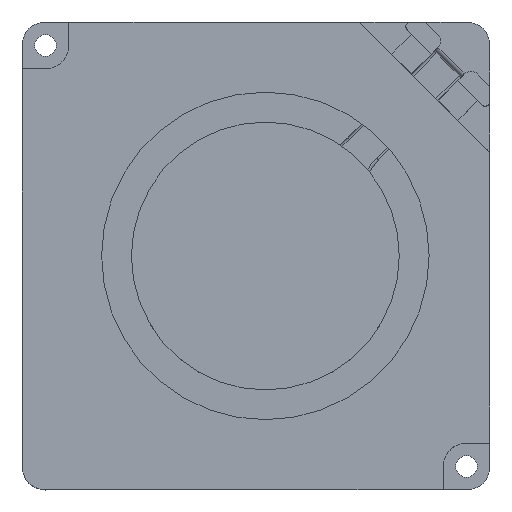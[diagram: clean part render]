
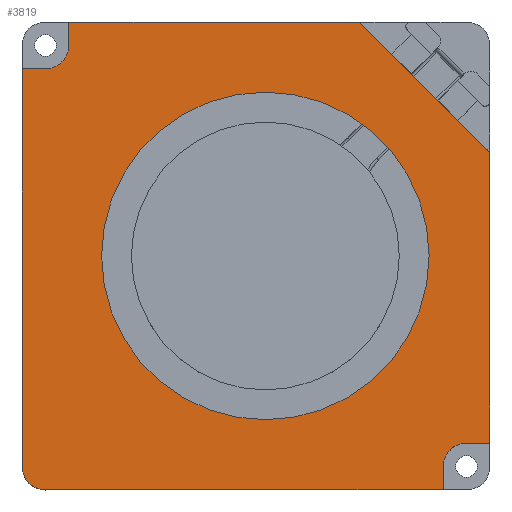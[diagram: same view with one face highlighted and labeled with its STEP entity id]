
A CAD part, top view. The second image highlights one B-rep face of the part: STEP entity #3819.
In plain terms, the highlighted planar face has unit normal (0, 0, 1).
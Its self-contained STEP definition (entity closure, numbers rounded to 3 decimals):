
#44 = CARTESIAN_POINT ( 'NONE',  ( -21., 25., 9. ) ) ;
#89 = VERTEX_POINT ( 'NONE', #2535 ) ;
#111 = DIRECTION ( 'NONE',  ( -0.707, 0.707, 0. ) ) ;
#154 = LINE ( 'NONE', #4577, #4828 ) ;
#358 = CARTESIAN_POINT ( 'NONE',  ( -23.5, -25., 9. ) ) ;
#408 = AXIS2_PLACEMENT_3D ( 'NONE', #2181, #4979, #3031 ) ;
#448 = EDGE_CURVE ( 'NONE', #89, #2881, #2087, .T. ) ;
#469 = ORIENTED_EDGE ( 'NONE', *, *, #448, .T. ) ;
#607 = VERTEX_POINT ( 'NONE', #4309 ) ;
#717 = CIRCLE ( 'NONE', #2761, 2.5 ) ;
#775 = ORIENTED_EDGE ( 'NONE', *, *, #1858, .T. ) ;
#799 = DIRECTION ( 'NONE',  ( 0., 0., -1. ) ) ;
#806 = CIRCLE ( 'NONE', #1543, 2.5 ) ;
#888 = LINE ( 'NONE', #4974, #5017 ) ;
#995 = LINE ( 'NONE', #1611, #3988 ) ;
#1003 = DIRECTION ( 'NONE',  ( 0., -1., 0. ) ) ;
#1004 = EDGE_LOOP ( 'NONE', ( #4149, #4633, #1922, #3236, #2819, #4793, #3934, #2317, #775, #2663, #4725, #5107 ) ) ;
#1061 = EDGE_CURVE ( 'NONE', #2924, #4282, #2472, .T. ) ;
#1082 = VECTOR ( 'NONE', #1683, 1000. ) ;
#1222 = VECTOR ( 'NONE', #1003, 1000. ) ;
#1269 = AXIS2_PLACEMENT_3D ( 'NONE', #2927, #4132, #2562 ) ;
#1284 = DIRECTION ( 'NONE',  ( 0., 0., -1. ) ) ;
#1383 = VECTOR ( 'NONE', #3598, 1000. ) ;
#1404 = EDGE_LOOP ( 'NONE', ( #469, #2586 ) ) ;
#1429 = CARTESIAN_POINT ( 'NONE',  ( -23.5, 20., 9. ) ) ;
#1517 = CARTESIAN_POINT ( 'NONE',  ( 24., -20., 9. ) ) ;
#1521 = LINE ( 'NONE', #3676, #1082 ) ;
#1543 = AXIS2_PLACEMENT_3D ( 'NONE', #5101, #2685, #3915 ) ;
#1555 = FACE_BOUND ( 'NONE', #1404, .T. ) ;
#1572 = VERTEX_POINT ( 'NONE', #2585 ) ;
#1583 = CARTESIAN_POINT ( 'NONE',  ( -21., 22.5, 9. ) ) ;
#1611 = CARTESIAN_POINT ( 'NONE',  ( -23.5, -25., 9. ) ) ;
#1677 = DIRECTION ( 'NONE',  ( -1., 0., 0. ) ) ;
#1683 = DIRECTION ( 'NONE',  ( -1., 0., 0. ) ) ;
#1779 = CARTESIAN_POINT ( 'NONE',  ( -26., 20., 9. ) ) ;
#1799 = VECTOR ( 'NONE', #2340, 1000. ) ;
#1858 = EDGE_CURVE ( 'NONE', #4189, #3514, #154, .T. ) ;
#1922 = ORIENTED_EDGE ( 'NONE', *, *, #4391, .T. ) ;
#1952 = DIRECTION ( 'NONE',  ( 0., 1., 0. ) ) ;
#1984 = VERTEX_POINT ( 'NONE', #2707 ) ;
#1999 = DIRECTION ( 'NONE',  ( 1., 0., 0. ) ) ;
#2009 = EDGE_CURVE ( 'NONE', #3733, #4388, #4653, .T. ) ;
#2010 = VERTEX_POINT ( 'NONE', #358 ) ;
#2087 = CIRCLE ( 'NONE', #408, 17.5 ) ;
#2097 = EDGE_CURVE ( 'NONE', #3182, #2824, #717, .T. ) ;
#2143 = PLANE ( 'NONE',  #1269 ) ;
#2181 = CARTESIAN_POINT ( 'NONE',  ( 0., 0., 9. ) ) ;
#2247 = CARTESIAN_POINT ( 'NONE',  ( 17.5, 0., 9. ) ) ;
#2317 = ORIENTED_EDGE ( 'NONE', *, *, #3773, .T. ) ;
#2340 = DIRECTION ( 'NONE',  ( 0., 1., 0. ) ) ;
#2435 = LINE ( 'NONE', #44, #1383 ) ;
#2472 = LINE ( 'NONE', #1779, #1222 ) ;
#2489 = CARTESIAN_POINT ( 'NONE',  ( -26., -22.5, 9. ) ) ;
#2494 = LINE ( 'NONE', #1517, #1799 ) ;
#2535 = CARTESIAN_POINT ( 'NONE',  ( -17.5, 0., 9. ) ) ;
#2543 = EDGE_CURVE ( 'NONE', #2881, #89, #4963, .T. ) ;
#2562 = DIRECTION ( 'NONE',  ( 1., 0., 0. ) ) ;
#2585 = CARTESIAN_POINT ( 'NONE',  ( -21., 25., 9. ) ) ;
#2586 = ORIENTED_EDGE ( 'NONE', *, *, #2543, .T. ) ;
#2663 = ORIENTED_EDGE ( 'NONE', *, *, #2993, .T. ) ;
#2685 = DIRECTION ( 'NONE',  ( 0., 0., 1. ) ) ;
#2707 = CARTESIAN_POINT ( 'NONE',  ( 10.062, 25., 9. ) ) ;
#2761 = AXIS2_PLACEMENT_3D ( 'NONE', #4088, #3747, #4504 ) ;
#2795 = DIRECTION ( 'NONE',  ( 1., 0., 0. ) ) ;
#2796 = CARTESIAN_POINT ( 'NONE',  ( 0., 0., 9. ) ) ;
#2819 = ORIENTED_EDGE ( 'NONE', *, *, #3646, .T. ) ;
#2824 = VERTEX_POINT ( 'NONE', #1429 ) ;
#2881 = VERTEX_POINT ( 'NONE', #2247 ) ;
#2908 = CARTESIAN_POINT ( 'NONE',  ( 21.5, -22.5, 9. ) ) ;
#2924 = VERTEX_POINT ( 'NONE', #4235 ) ;
#2927 = CARTESIAN_POINT ( 'NONE',  ( 0., 0., 9. ) ) ;
#2939 = VECTOR ( 'NONE', #111, 1000. ) ;
#2993 = EDGE_CURVE ( 'NONE', #3514, #607, #2494, .T. ) ;
#3031 = DIRECTION ( 'NONE',  ( -1., 0., 0. ) ) ;
#3159 = EDGE_CURVE ( 'NONE', #2010, #3733, #995, .T. ) ;
#3182 = VERTEX_POINT ( 'NONE', #1583 ) ;
#3210 = EDGE_CURVE ( 'NONE', #607, #1984, #3926, .T. ) ;
#3236 = ORIENTED_EDGE ( 'NONE', *, *, #1061, .T. ) ;
#3261 = CARTESIAN_POINT ( 'NONE',  ( 24., 11.062, 9. ) ) ;
#3514 = VERTEX_POINT ( 'NONE', #3862 ) ;
#3598 = DIRECTION ( 'NONE',  ( 0., -1., 0. ) ) ;
#3646 = EDGE_CURVE ( 'NONE', #4282, #2010, #806, .T. ) ;
#3676 = CARTESIAN_POINT ( 'NONE',  ( 10.062, 25., 9. ) ) ;
#3733 = VERTEX_POINT ( 'NONE', #4791 ) ;
#3747 = DIRECTION ( 'NONE',  ( 0., 0., -1. ) ) ;
#3773 = EDGE_CURVE ( 'NONE', #4388, #4189, #4297, .T. ) ;
#3819 = ADVANCED_FACE ( 'NONE', ( #3919, #1555 ), #2143, .T. ) ;
#3862 = CARTESIAN_POINT ( 'NONE',  ( 24., -20., 9. ) ) ;
#3915 = DIRECTION ( 'NONE',  ( -1., 0., 0. ) ) ;
#3919 = FACE_OUTER_BOUND ( 'NONE', #1004, .T. ) ;
#3926 = LINE ( 'NONE', #3261, #2939 ) ;
#3934 = ORIENTED_EDGE ( 'NONE', *, *, #2009, .T. ) ;
#3961 = CARTESIAN_POINT ( 'NONE',  ( 19., -25., 9. ) ) ;
#3988 = VECTOR ( 'NONE', #2795, 1000. ) ;
#4088 = CARTESIAN_POINT ( 'NONE',  ( -23.5, 22.5, 9. ) ) ;
#4101 = EDGE_CURVE ( 'NONE', #1572, #3182, #2435, .T. ) ;
#4132 = DIRECTION ( 'NONE',  ( 0., 0., 1. ) ) ;
#4149 = ORIENTED_EDGE ( 'NONE', *, *, #4101, .T. ) ;
#4189 = VERTEX_POINT ( 'NONE', #4430 ) ;
#4200 = CARTESIAN_POINT ( 'NONE',  ( 19., -22.5, 9. ) ) ;
#4235 = CARTESIAN_POINT ( 'NONE',  ( -26., 20., 9. ) ) ;
#4282 = VERTEX_POINT ( 'NONE', #2489 ) ;
#4297 = CIRCLE ( 'NONE', #4755, 2.5 ) ;
#4309 = CARTESIAN_POINT ( 'NONE',  ( 24., 11.062, 9. ) ) ;
#4388 = VERTEX_POINT ( 'NONE', #4200 ) ;
#4391 = EDGE_CURVE ( 'NONE', #2824, #2924, #888, .T. ) ;
#4430 = CARTESIAN_POINT ( 'NONE',  ( 21.5, -20., 9. ) ) ;
#4504 = DIRECTION ( 'NONE',  ( 1., 0., 0. ) ) ;
#4577 = CARTESIAN_POINT ( 'NONE',  ( 21.5, -20., 9. ) ) ;
#4600 = DIRECTION ( 'NONE',  ( 1., 0., 0. ) ) ;
#4633 = ORIENTED_EDGE ( 'NONE', *, *, #2097, .T. ) ;
#4644 = EDGE_CURVE ( 'NONE', #1984, #1572, #1521, .T. ) ;
#4653 = LINE ( 'NONE', #3961, #4774 ) ;
#4725 = ORIENTED_EDGE ( 'NONE', *, *, #3210, .T. ) ;
#4755 = AXIS2_PLACEMENT_3D ( 'NONE', #2908, #1284, #1677 ) ;
#4774 = VECTOR ( 'NONE', #1952, 1000. ) ;
#4791 = CARTESIAN_POINT ( 'NONE',  ( 19., -25., 9. ) ) ;
#4793 = ORIENTED_EDGE ( 'NONE', *, *, #3159, .T. ) ;
#4828 = VECTOR ( 'NONE', #4600, 1000. ) ;
#4957 = DIRECTION ( 'NONE',  ( -1., 0., 0. ) ) ;
#4963 = CIRCLE ( 'NONE', #5142, 17.5 ) ;
#4974 = CARTESIAN_POINT ( 'NONE',  ( -23.5, 20., 9. ) ) ;
#4979 = DIRECTION ( 'NONE',  ( 0., 0., -1. ) ) ;
#5017 = VECTOR ( 'NONE', #4957, 1000. ) ;
#5101 = CARTESIAN_POINT ( 'NONE',  ( -23.5, -22.5, 9. ) ) ;
#5107 = ORIENTED_EDGE ( 'NONE', *, *, #4644, .T. ) ;
#5142 = AXIS2_PLACEMENT_3D ( 'NONE', #2796, #799, #1999 ) ;
